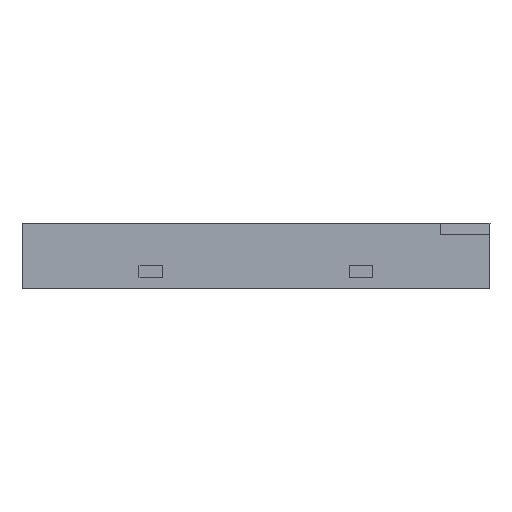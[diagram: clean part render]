
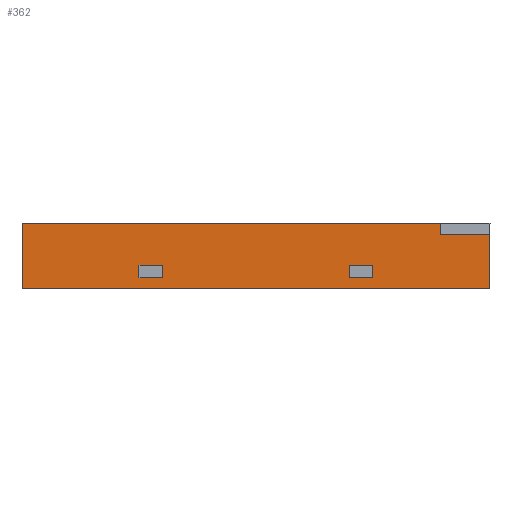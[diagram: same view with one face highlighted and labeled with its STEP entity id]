
A CAD part, left-side view. The second image highlights one B-rep face of the part: STEP entity #362.
In plain terms, the highlighted planar face has unit normal (-1, 0, 0).
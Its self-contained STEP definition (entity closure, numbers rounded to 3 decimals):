
#1 = VERTEX_POINT ( 'NONE', #108 ) ;
#13 = CARTESIAN_POINT ( 'NONE',  ( -2.499, 2.509, 0.58 ) ) ;
#14 = VECTOR ( 'NONE', #377, 1000. ) ;
#28 = CARTESIAN_POINT ( 'NONE',  ( -2.499, -1.961, 0.58 ) ) ;
#32 = EDGE_LOOP ( 'NONE', ( #1175, #508, #615, #781 ) ) ;
#35 = DIRECTION ( 'NONE',  ( 0., 1., 0. ) ) ;
#41 = VECTOR ( 'NONE', #89, 1000. ) ;
#47 = CARTESIAN_POINT ( 'NONE',  ( -2.499, 2.509, 0.25 ) ) ;
#72 = VECTOR ( 'NONE', #269, 1000. ) ;
#81 = ORIENTED_EDGE ( 'NONE', *, *, #165, .T. ) ;
#89 = DIRECTION ( 'NONE',  ( 0., -1., 0. ) ) ;
#97 = CARTESIAN_POINT ( 'NONE',  ( -2.499, -1.241, 0.25 ) ) ;
#98 = CARTESIAN_POINT ( 'NONE',  ( -2.499, 2.509, 0.7 ) ) ;
#99 = EDGE_CURVE ( 'NONE', #1193, #519, #1022, .T. ) ;
#101 = ORIENTED_EDGE ( 'NONE', *, *, #427, .F. ) ;
#108 = CARTESIAN_POINT ( 'NONE',  ( -2.499, -0.991, 0.12 ) ) ;
#109 = ORIENTED_EDGE ( 'NONE', *, *, #184, .T. ) ;
#136 = CARTESIAN_POINT ( 'NONE',  ( -2.499, -2.491, 0.7 ) ) ;
#142 = ORIENTED_EDGE ( 'NONE', *, *, #925, .F. ) ;
#152 = FACE_BOUND ( 'NONE', #32, .T. ) ;
#153 = CARTESIAN_POINT ( 'NONE',  ( -2.499, 2.509, 0.12 ) ) ;
#165 = EDGE_CURVE ( 'NONE', #344, #677, #747, .T. ) ;
#166 = CARTESIAN_POINT ( 'NONE',  ( -2.499, 2.509, 0.7 ) ) ;
#176 = LINE ( 'NONE', #443, #1222 ) ;
#184 = EDGE_CURVE ( 'NONE', #1160, #1286, #498, .T. ) ;
#206 = EDGE_CURVE ( 'NONE', #710, #886, #207, .T. ) ;
#207 = LINE ( 'NONE', #47, #461 ) ;
#241 = LINE ( 'NONE', #13, #1067 ) ;
#255 = FACE_BOUND ( 'NONE', #824, .T. ) ;
#269 = DIRECTION ( 'NONE',  ( 0., 0., 1. ) ) ;
#272 = LINE ( 'NONE', #684, #14 ) ;
#299 = DIRECTION ( 'NONE',  ( 0., -1., 0. ) ) ;
#300 = ORIENTED_EDGE ( 'NONE', *, *, #541, .F. ) ;
#314 = CARTESIAN_POINT ( 'NONE',  ( -2.499, 2.509, 0.25 ) ) ;
#325 = VERTEX_POINT ( 'NONE', #514 ) ;
#341 = DIRECTION ( 'NONE',  ( 0., 0., 1. ) ) ;
#344 = VERTEX_POINT ( 'NONE', #798 ) ;
#347 = EDGE_CURVE ( 'NONE', #1160, #677, #241, .T. ) ;
#362 = ADVANCED_FACE ( 'NONE', ( #255, #1257, #152 ), #612, .F. ) ;
#377 = DIRECTION ( 'NONE',  ( 0., 0., -1. ) ) ;
#420 = VECTOR ( 'NONE', #722, 1000. ) ;
#427 = EDGE_CURVE ( 'NONE', #325, #956, #638, .T. ) ;
#435 = CARTESIAN_POINT ( 'NONE',  ( -2.499, -1.961, 0.58 ) ) ;
#443 = CARTESIAN_POINT ( 'NONE',  ( -2.499, -0.991, 0.7 ) ) ;
#445 = EDGE_CURVE ( 'NONE', #886, #795, #272, .T. ) ;
#446 = DIRECTION ( 'NONE',  ( 0., 0., -1. ) ) ;
#460 = CARTESIAN_POINT ( 'NONE',  ( -2.499, 1.259, 0.25 ) ) ;
#461 = VECTOR ( 'NONE', #1054, 1000. ) ;
#482 = VECTOR ( 'NONE', #341, 1000. ) ;
#487 = LINE ( 'NONE', #153, #562 ) ;
#498 = LINE ( 'NONE', #435, #527 ) ;
#499 = CARTESIAN_POINT ( 'NONE',  ( -2.499, 2.509, 0.12 ) ) ;
#508 = ORIENTED_EDGE ( 'NONE', *, *, #700, .F. ) ;
#514 = CARTESIAN_POINT ( 'NONE',  ( -2.499, 2.509, 0. ) ) ;
#519 = VERTEX_POINT ( 'NONE', #1188 ) ;
#527 = VECTOR ( 'NONE', #649, 1000. ) ;
#528 = ORIENTED_EDGE ( 'NONE', *, *, #445, .F. ) ;
#541 = EDGE_CURVE ( 'NONE', #795, #921, #1185, .T. ) ;
#562 = VECTOR ( 'NONE', #652, 1000. ) ;
#567 = AXIS2_PLACEMENT_3D ( 'NONE', #98, #1051, #986 ) ;
#582 = EDGE_CURVE ( 'NONE', #1276, #1193, #593, .T. ) ;
#593 = LINE ( 'NONE', #794, #702 ) ;
#612 = PLANE ( 'NONE',  #567 ) ;
#615 = ORIENTED_EDGE ( 'NONE', *, *, #782, .F. ) ;
#625 = VECTOR ( 'NONE', #1231, 1000. ) ;
#637 = CARTESIAN_POINT ( 'NONE',  ( -2.499, 1.259, 0.12 ) ) ;
#638 = LINE ( 'NONE', #166, #72 ) ;
#649 = DIRECTION ( 'NONE',  ( 0., 0., 1. ) ) ;
#652 = DIRECTION ( 'NONE',  ( 0., -1., 0. ) ) ;
#656 = LINE ( 'NONE', #1234, #625 ) ;
#677 = VERTEX_POINT ( 'NONE', #971 ) ;
#684 = CARTESIAN_POINT ( 'NONE',  ( -2.499, 1.259, 0.7 ) ) ;
#693 = VECTOR ( 'NONE', #1265, 1000. ) ;
#700 = EDGE_CURVE ( 'NONE', #1, #1276, #487, .T. ) ;
#701 = DIRECTION ( 'NONE',  ( 0., 0., 1. ) ) ;
#702 = VECTOR ( 'NONE', #701, 1000. ) ;
#710 = VERTEX_POINT ( 'NONE', #1049 ) ;
#722 = DIRECTION ( 'NONE',  ( 0., -1., 0. ) ) ;
#747 = LINE ( 'NONE', #136, #482 ) ;
#761 = CARTESIAN_POINT ( 'NONE',  ( -2.499, 1.009, 0.12 ) ) ;
#765 = ORIENTED_EDGE ( 'NONE', *, *, #826, .F. ) ;
#781 = ORIENTED_EDGE ( 'NONE', *, *, #99, .F. ) ;
#782 = EDGE_CURVE ( 'NONE', #519, #1, #176, .T. ) ;
#794 = CARTESIAN_POINT ( 'NONE',  ( -2.499, -1.241, 0.7 ) ) ;
#795 = VERTEX_POINT ( 'NONE', #637 ) ;
#798 = CARTESIAN_POINT ( 'NONE',  ( -2.499, -2.491, 0. ) ) ;
#802 = ORIENTED_EDGE ( 'NONE', *, *, #347, .F. ) ;
#824 = EDGE_LOOP ( 'NONE', ( #142, #300, #528, #1135 ) ) ;
#826 = EDGE_CURVE ( 'NONE', #344, #325, #656, .T. ) ;
#831 = CARTESIAN_POINT ( 'NONE',  ( -2.499, -1.241, 0.12 ) ) ;
#886 = VERTEX_POINT ( 'NONE', #460 ) ;
#892 = ORIENTED_EDGE ( 'NONE', *, *, #1149, .F. ) ;
#921 = VERTEX_POINT ( 'NONE', #761 ) ;
#925 = EDGE_CURVE ( 'NONE', #921, #710, #1060, .T. ) ;
#956 = VERTEX_POINT ( 'NONE', #976 ) ;
#968 = LINE ( 'NONE', #1013, #420 ) ;
#971 = CARTESIAN_POINT ( 'NONE',  ( -2.499, -2.491, 0.58 ) ) ;
#976 = CARTESIAN_POINT ( 'NONE',  ( -2.499, 2.509, 0.7 ) ) ;
#986 = DIRECTION ( 'NONE',  ( 0., 0., -1. ) ) ;
#1013 = CARTESIAN_POINT ( 'NONE',  ( -2.499, 0.009, 0.7 ) ) ;
#1022 = LINE ( 'NONE', #314, #1111 ) ;
#1049 = CARTESIAN_POINT ( 'NONE',  ( -2.499, 1.009, 0.25 ) ) ;
#1051 = DIRECTION ( 'NONE',  ( 1., 0., 0. ) ) ;
#1054 = DIRECTION ( 'NONE',  ( 0., 1., 0. ) ) ;
#1060 = LINE ( 'NONE', #1061, #693 ) ;
#1061 = CARTESIAN_POINT ( 'NONE',  ( -2.499, 1.009, 0.7 ) ) ;
#1067 = VECTOR ( 'NONE', #299, 1000. ) ;
#1111 = VECTOR ( 'NONE', #35, 1000. ) ;
#1135 = ORIENTED_EDGE ( 'NONE', *, *, #206, .F. ) ;
#1149 = EDGE_CURVE ( 'NONE', #956, #1286, #968, .T. ) ;
#1160 = VERTEX_POINT ( 'NONE', #28 ) ;
#1175 = ORIENTED_EDGE ( 'NONE', *, *, #582, .F. ) ;
#1185 = LINE ( 'NONE', #499, #41 ) ;
#1188 = CARTESIAN_POINT ( 'NONE',  ( -2.499, -0.991, 0.25 ) ) ;
#1193 = VERTEX_POINT ( 'NONE', #97 ) ;
#1207 = EDGE_LOOP ( 'NONE', ( #101, #765, #81, #802, #109, #892 ) ) ;
#1222 = VECTOR ( 'NONE', #446, 1000. ) ;
#1230 = CARTESIAN_POINT ( 'NONE',  ( -2.499, -1.961, 0.7 ) ) ;
#1231 = DIRECTION ( 'NONE',  ( 0., 1., 0. ) ) ;
#1234 = CARTESIAN_POINT ( 'NONE',  ( -2.499, 2.509, 0. ) ) ;
#1257 = FACE_OUTER_BOUND ( 'NONE', #1207, .T. ) ;
#1265 = DIRECTION ( 'NONE',  ( 0., 0., 1. ) ) ;
#1276 = VERTEX_POINT ( 'NONE', #831 ) ;
#1286 = VERTEX_POINT ( 'NONE', #1230 ) ;
